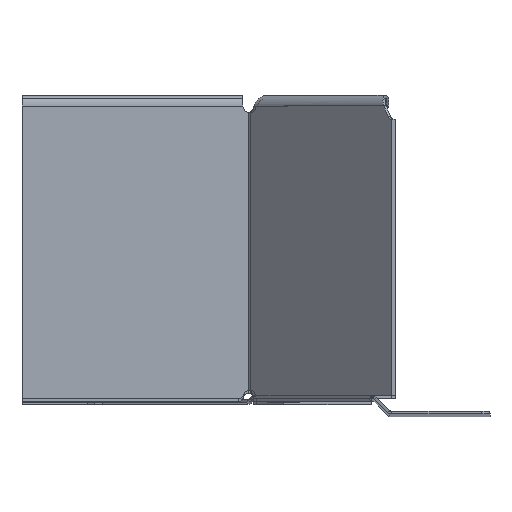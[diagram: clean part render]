
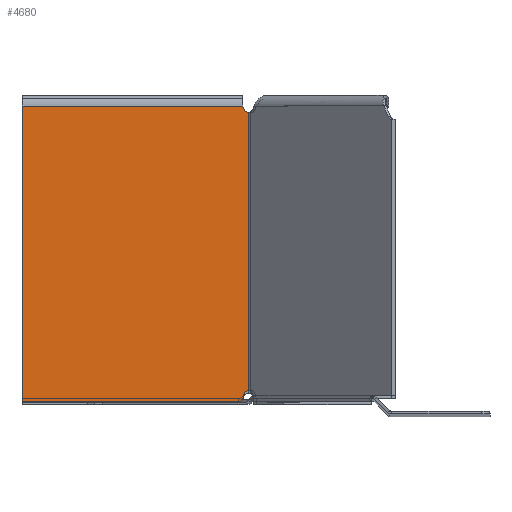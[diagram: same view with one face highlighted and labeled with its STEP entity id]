
A CAD part, top view. The second image highlights one B-rep face of the part: STEP entity #4680.
In plain terms, the highlighted face is planar.
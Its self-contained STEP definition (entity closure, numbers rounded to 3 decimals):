
#79 = DIRECTION ( 'NONE',  ( 0., 0., 1. ) ) ;
#96 = VERTEX_POINT ( 'NONE', #5354 ) ;
#146 = CARTESIAN_POINT ( 'NONE',  ( -206.54, 103.25, -6.75 ) ) ;
#154 = VERTEX_POINT ( 'NONE', #3082 ) ;
#201 = CARTESIAN_POINT ( 'NONE',  ( -78.98, 3.969, -6.75 ) ) ;
#219 = VERTEX_POINT ( 'NONE', #3684 ) ;
#274 = CARTESIAN_POINT ( 'NONE',  ( -78.98, 101.031, -6.75 ) ) ;
#277 = CARTESIAN_POINT ( 'NONE',  ( -77.1, 1.75, -6.75 ) ) ;
#281 = EDGE_CURVE ( 'NONE', #1072, #2803, #921, .T. ) ;
#308 = VECTOR ( 'NONE', #2566, 1000. ) ;
#329 = CARTESIAN_POINT ( 'NONE',  ( 0., 0., -6.75 ) ) ;
#482 = EDGE_CURVE ( 'NONE', #1402, #860, #4845, .T. ) ;
#531 = CARTESIAN_POINT ( 'NONE',  ( -79.049, 3.985, -6.75 ) ) ;
#709 = ORIENTED_EDGE ( 'NONE', *, *, #4075, .T. ) ;
#726 = DIRECTION ( 'NONE',  ( 0., -1., 0. ) ) ;
#732 = DIRECTION ( 'NONE',  ( -1., 0., 0. ) ) ;
#860 = VERTEX_POINT ( 'NONE', #274 ) ;
#884 = PLANE ( 'NONE',  #3044 ) ;
#915 = CARTESIAN_POINT ( 'NONE',  ( -206.54, 0., -6.75 ) ) ;
#921 = B_SPLINE_CURVE_WITH_KNOTS ( 'NONE', 3,
 ( #201, #531, #2740, #2296 ),
 .UNSPECIFIED., .F., .F.,
 ( 4, 4 ),
 ( 0.002, 0.002 ),
 .UNSPECIFIED. ) ;
#1072 = VERTEX_POINT ( 'NONE', #5271 ) ;
#1135 = CARTESIAN_POINT ( 'NONE',  ( -79.049, 101.015, -6.75 ) ) ;
#1166 = CARTESIAN_POINT ( 'NONE',  ( -77.1, 103.25, -6.75 ) ) ;
#1329 = EDGE_CURVE ( 'NONE', #860, #96, #1701, .T. ) ;
#1355 = AXIS2_PLACEMENT_3D ( 'NONE', #1659, #5402, #3133 ) ;
#1402 = VERTEX_POINT ( 'NONE', #1166 ) ;
#1464 = ORIENTED_EDGE ( 'NONE', *, *, #5282, .F. ) ;
#1572 = DIRECTION ( 'NONE',  ( 0., 0., -1. ) ) ;
#1659 = CARTESIAN_POINT ( 'NONE',  ( -79.35, 103.25, -6.75 ) ) ;
#1701 = B_SPLINE_CURVE_WITH_KNOTS ( 'NONE', 3,
 ( #3863, #1135, #4297, #3465 ),
 .UNSPECIFIED., .F., .F.,
 ( 4, 4 ),
 ( 0.002, 0.002 ),
 .UNSPECIFIED. ) ;
#1933 = CARTESIAN_POINT ( 'NONE',  ( 0., 103.25, -6.75 ) ) ;
#1975 = ORIENTED_EDGE ( 'NONE', *, *, #482, .F. ) ;
#2025 = EDGE_CURVE ( 'NONE', #154, #3005, #2624, .T. ) ;
#2104 = CARTESIAN_POINT ( 'NONE',  ( -76.547, 0.607, -6.75 ) ) ;
#2241 = DIRECTION ( 'NONE',  ( 0., -1., 0. ) ) ;
#2296 = CARTESIAN_POINT ( 'NONE',  ( -79.187, 4., -6.75 ) ) ;
#2512 = ORIENTED_EDGE ( 'NONE', *, *, #2025, .F. ) ;
#2547 = CARTESIAN_POINT ( 'NONE',  ( -76.95, 1.47, -6.75 ) ) ;
#2566 = DIRECTION ( 'NONE',  ( 0., 1., 0. ) ) ;
#2624 = LINE ( 'NONE', #2999, #308 ) ;
#2716 = DIRECTION ( 'NONE',  ( -1., 0., 0. ) ) ;
#2740 = CARTESIAN_POINT ( 'NONE',  ( -79.118, 4., -6.75 ) ) ;
#2800 = LINE ( 'NONE', #3014, #4925 ) ;
#2803 = VERTEX_POINT ( 'NONE', #5193 ) ;
#2963 = VECTOR ( 'NONE', #732, 1000. ) ;
#2982 = CARTESIAN_POINT ( 'NONE',  ( -76.8, 1.19, -6.75 ) ) ;
#2999 = CARTESIAN_POINT ( 'NONE',  ( 0., 0., -6.75 ) ) ;
#3005 = VERTEX_POINT ( 'NONE', #1933 ) ;
#3014 = CARTESIAN_POINT ( 'NONE',  ( -79.187, 0., -6.75 ) ) ;
#3044 = AXIS2_PLACEMENT_3D ( 'NONE', #915, #79, #2716 ) ;
#3082 = CARTESIAN_POINT ( 'NONE',  ( 0., 1.75, -6.75 ) ) ;
#3085 = FACE_OUTER_BOUND ( 'NONE', #4412, .T. ) ;
#3091 = VERTEX_POINT ( 'NONE', #277 ) ;
#3128 = ORIENTED_EDGE ( 'NONE', *, *, #1329, .F. ) ;
#3133 = DIRECTION ( 'NONE',  ( 0., 1., 0. ) ) ;
#3156 = ORIENTED_EDGE ( 'NONE', *, *, #3785, .F. ) ;
#3244 = VECTOR ( 'NONE', #2241, 1000. ) ;
#3384 = ORIENTED_EDGE ( 'NONE', *, *, #4975, .T. ) ;
#3465 = CARTESIAN_POINT ( 'NONE',  ( -79.187, 101., -6.75 ) ) ;
#3539 = CARTESIAN_POINT ( 'NONE',  ( 0., 1.75, -6.75 ) ) ;
#3632 = VERTEX_POINT ( 'NONE', #329 ) ;
#3684 = CARTESIAN_POINT ( 'NONE',  ( -76.361, 0., -6.75 ) ) ;
#3785 = EDGE_CURVE ( 'NONE', #96, #2803, #2800, .T. ) ;
#3809 = CARTESIAN_POINT ( 'NONE',  ( -206.54, 0., -6.75 ) ) ;
#3834 = CARTESIAN_POINT ( 'NONE',  ( -79.35, 1.75, -6.75 ) ) ;
#3863 = CARTESIAN_POINT ( 'NONE',  ( -78.98, 101.031, -6.75 ) ) ;
#3913 = CARTESIAN_POINT ( 'NONE',  ( -76.443, 0.306, -6.75 ) ) ;
#4075 = EDGE_CURVE ( 'NONE', #1402, #3005, #5057, .T. ) ;
#4193 = EDGE_CURVE ( 'NONE', #3091, #219, #5652, .T. ) ;
#4253 = ORIENTED_EDGE ( 'NONE', *, *, #4685, .T. ) ;
#4297 = CARTESIAN_POINT ( 'NONE',  ( -79.118, 101., -6.75 ) ) ;
#4316 = CARTESIAN_POINT ( 'NONE',  ( -77.1, 1.75, -6.75 ) ) ;
#4412 = EDGE_LOOP ( 'NONE', ( #1464, #5465, #3156, #3128, #1975, #709, #2512, #4253, #3384, #5592 ) ) ;
#4515 = LINE ( 'NONE', #3539, #3244 ) ;
#4615 = DIRECTION ( 'NONE',  ( 1., 0., 0. ) ) ;
#4644 = VECTOR ( 'NONE', #4615, 1000. ) ;
#4680 = ADVANCED_FACE ( 'NONE', ( #3085 ), #884, .F. ) ;
#4685 = EDGE_CURVE ( 'NONE', #154, #3632, #4515, .T. ) ;
#4765 = LINE ( 'NONE', #3809, #2963 ) ;
#4845 = CIRCLE ( 'NONE', #1355, 2.25 ) ;
#4925 = VECTOR ( 'NONE', #726, 1000. ) ;
#4975 = EDGE_CURVE ( 'NONE', #3632, #219, #4765, .T. ) ;
#5057 = LINE ( 'NONE', #146, #4644 ) ;
#5193 = CARTESIAN_POINT ( 'NONE',  ( -79.187, 4., -6.75 ) ) ;
#5271 = CARTESIAN_POINT ( 'NONE',  ( -78.98, 3.969, -6.75 ) ) ;
#5282 = EDGE_CURVE ( 'NONE', #1072, #3091, #5643, .T. ) ;
#5354 = CARTESIAN_POINT ( 'NONE',  ( -79.187, 101., -6.75 ) ) ;
#5372 = CARTESIAN_POINT ( 'NONE',  ( -76.361, 0., -6.75 ) ) ;
#5375 = AXIS2_PLACEMENT_3D ( 'NONE', #3834, #1572, #5576 ) ;
#5402 = DIRECTION ( 'NONE',  ( 0., 0., -1. ) ) ;
#5465 = ORIENTED_EDGE ( 'NONE', *, *, #281, .T. ) ;
#5576 = DIRECTION ( 'NONE',  ( 0., 1., 0. ) ) ;
#5592 = ORIENTED_EDGE ( 'NONE', *, *, #4193, .F. ) ;
#5643 = CIRCLE ( 'NONE', #5375, 2.25 ) ;
#5652 = B_SPLINE_CURVE_WITH_KNOTS ( 'NONE', 3,
 ( #4316, #2547, #2982, #2104, #3913, #5372 ),
 .UNSPECIFIED., .F., .F.,
 ( 4, 2, 4 ),
 ( 0.005, 0.006, 0.006 ),
 .UNSPECIFIED. ) ;
